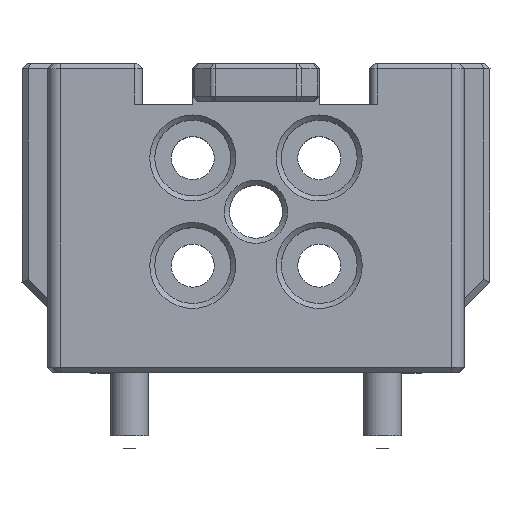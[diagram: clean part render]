
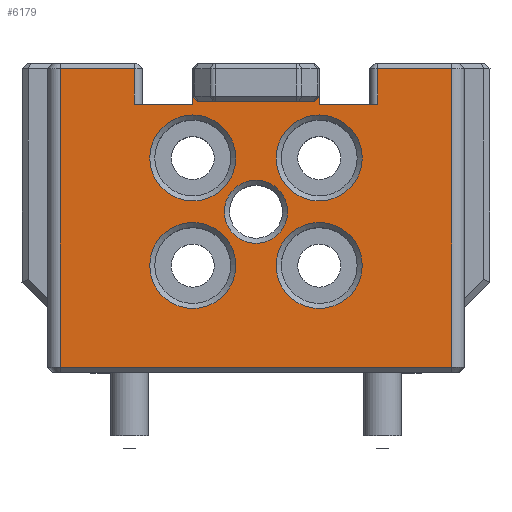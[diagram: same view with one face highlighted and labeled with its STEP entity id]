
A CAD part, top view. The second image highlights one B-rep face of the part: STEP entity #6179.
In plain terms, the highlighted planar face has unit normal (0, 0, 1).
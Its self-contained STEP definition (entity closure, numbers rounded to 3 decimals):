
#116=FACE_BOUND('',#1012,.T.);
#117=FACE_BOUND('',#1013,.T.);
#118=FACE_BOUND('',#1014,.T.);
#119=FACE_BOUND('',#1015,.T.);
#120=FACE_BOUND('',#1016,.T.);
#334=PLANE('',#6586);
#625=FACE_OUTER_BOUND('',#1011,.T.);
#1011=EDGE_LOOP('',(#4710,#4711,#4712,#4713,#4714,#4715,#4716,#4717,#4718,
#4719,#4720,#4721,#4722,#4723));
#1012=EDGE_LOOP('',(#4724));
#1013=EDGE_LOOP('',(#4725));
#1014=EDGE_LOOP('',(#4726));
#1015=EDGE_LOOP('',(#4727));
#1016=EDGE_LOOP('',(#4728));
#1497=LINE('',#10007,#2073);
#1498=LINE('',#10009,#2074);
#1499=LINE('',#10011,#2075);
#1500=LINE('',#10013,#2076);
#1501=LINE('',#10015,#2077);
#1502=LINE('',#10017,#2078);
#1503=LINE('',#10019,#2079);
#1504=LINE('',#10021,#2080);
#1505=LINE('',#10023,#2081);
#1506=LINE('',#10025,#2082);
#1507=LINE('',#10027,#2083);
#1508=LINE('',#10029,#2084);
#1509=LINE('',#10031,#2085);
#1510=LINE('',#10032,#2086);
#2073=VECTOR('',#7418,10.);
#2074=VECTOR('',#7419,1.);
#2075=VECTOR('',#7420,10.);
#2076=VECTOR('',#7421,1.);
#2077=VECTOR('',#7422,10.);
#2078=VECTOR('',#7423,10.);
#2079=VECTOR('',#7424,10.);
#2080=VECTOR('',#7425,10.);
#2081=VECTOR('',#7426,10.);
#2082=VECTOR('',#7427,10.);
#2083=VECTOR('',#7428,10.);
#2084=VECTOR('',#7429,10.);
#2085=VECTOR('',#7430,10.);
#2086=VECTOR('',#7431,10.);
#2517=CIRCLE('',#6585,3.4);
#2518=CIRCLE('',#6587,3.4);
#2519=CIRCLE('',#6588,3.4);
#2520=CIRCLE('',#6589,2.5);
#2521=CIRCLE('',#6590,3.4);
#2889=VERTEX_POINT('',#10001);
#2890=VERTEX_POINT('',#10005);
#2891=VERTEX_POINT('',#10006);
#2892=VERTEX_POINT('',#10008);
#2893=VERTEX_POINT('',#10010);
#2894=VERTEX_POINT('',#10012);
#2895=VERTEX_POINT('',#10014);
#2896=VERTEX_POINT('',#10016);
#2897=VERTEX_POINT('',#10018);
#2898=VERTEX_POINT('',#10020);
#2899=VERTEX_POINT('',#10022);
#2900=VERTEX_POINT('',#10024);
#2901=VERTEX_POINT('',#10026);
#2902=VERTEX_POINT('',#10028);
#2903=VERTEX_POINT('',#10030);
#2904=VERTEX_POINT('',#10033);
#2905=VERTEX_POINT('',#10035);
#2906=VERTEX_POINT('',#10037);
#2907=VERTEX_POINT('',#10039);
#3550=EDGE_CURVE('',#2889,#2889,#2517,.T.);
#3551=EDGE_CURVE('',#2890,#2891,#1497,.T.);
#3552=EDGE_CURVE('',#2890,#2892,#1498,.T.);
#3553=EDGE_CURVE('',#2893,#2892,#1499,.T.);
#3554=EDGE_CURVE('',#2894,#2893,#1500,.T.);
#3555=EDGE_CURVE('',#2895,#2894,#1501,.T.);
#3556=EDGE_CURVE('',#2896,#2895,#1502,.T.);
#3557=EDGE_CURVE('',#2897,#2896,#1503,.T.);
#3558=EDGE_CURVE('',#2897,#2898,#1504,.F.);
#3559=EDGE_CURVE('',#2898,#2899,#1505,.T.);
#3560=EDGE_CURVE('',#2899,#2900,#1506,.T.);
#3561=EDGE_CURVE('',#2900,#2901,#1507,.T.);
#3562=EDGE_CURVE('',#2902,#2901,#1508,.F.);
#3563=EDGE_CURVE('',#2903,#2902,#1509,.T.);
#3564=EDGE_CURVE('',#2903,#2891,#1510,.T.);
#3565=EDGE_CURVE('',#2904,#2904,#2518,.T.);
#3566=EDGE_CURVE('',#2905,#2905,#2519,.T.);
#3567=EDGE_CURVE('',#2906,#2906,#2520,.T.);
#3568=EDGE_CURVE('',#2907,#2907,#2521,.T.);
#4710=ORIENTED_EDGE('',*,*,#3551,.F.);
#4711=ORIENTED_EDGE('',*,*,#3552,.T.);
#4712=ORIENTED_EDGE('',*,*,#3553,.F.);
#4713=ORIENTED_EDGE('',*,*,#3554,.F.);
#4714=ORIENTED_EDGE('',*,*,#3555,.F.);
#4715=ORIENTED_EDGE('',*,*,#3556,.F.);
#4716=ORIENTED_EDGE('',*,*,#3557,.F.);
#4717=ORIENTED_EDGE('',*,*,#3558,.T.);
#4718=ORIENTED_EDGE('',*,*,#3559,.T.);
#4719=ORIENTED_EDGE('',*,*,#3560,.T.);
#4720=ORIENTED_EDGE('',*,*,#3561,.T.);
#4721=ORIENTED_EDGE('',*,*,#3562,.F.);
#4722=ORIENTED_EDGE('',*,*,#3563,.F.);
#4723=ORIENTED_EDGE('',*,*,#3564,.T.);
#4724=ORIENTED_EDGE('',*,*,#3565,.F.);
#4725=ORIENTED_EDGE('',*,*,#3566,.F.);
#4726=ORIENTED_EDGE('',*,*,#3567,.F.);
#4727=ORIENTED_EDGE('',*,*,#3568,.F.);
#4728=ORIENTED_EDGE('',*,*,#3550,.F.);
#6179=ADVANCED_FACE('',(#625,#116,#117,#118,#119,#120),#334,.F.);
#6585=AXIS2_PLACEMENT_3D('',#10003,#7414,#7415);
#6586=AXIS2_PLACEMENT_3D('',#10004,#7416,#7417);
#6587=AXIS2_PLACEMENT_3D('',#10034,#7432,#7433);
#6588=AXIS2_PLACEMENT_3D('',#10036,#7434,#7435);
#6589=AXIS2_PLACEMENT_3D('',#10038,#7436,#7437);
#6590=AXIS2_PLACEMENT_3D('',#10040,#7438,#7439);
#7414=DIRECTION('center_axis',(0.,0.,
1.));
#7415=DIRECTION('ref_axis',(-1.,0.,0.));
#7416=DIRECTION('center_axis',(0.,0.,
-1.));
#7417=DIRECTION('ref_axis',(-1.,0.,0.));
#7418=DIRECTION('',(1.,0.,0.));
#7419=DIRECTION('',(0.,-1.,0.));
#7420=DIRECTION('',(-1.,0.,0.));
#7421=DIRECTION('',(0.,-1.,0.));
#7422=DIRECTION('',(1.,0.,0.));
#7423=DIRECTION('',(0.,1.,0.));
#7424=DIRECTION('',(1.,0.,0.));
#7425=DIRECTION('',(0.,-1.,0.));
#7426=DIRECTION('',(-0.707,-0.707,0.));
#7427=DIRECTION('',(-1.,0.,0.));
#7428=DIRECTION('',(-0.707,0.707,0.));
#7429=DIRECTION('',(0.,-1.,0.));
#7430=DIRECTION('',(1.,0.,0.));
#7431=DIRECTION('',(0.,1.,0.));
#7432=DIRECTION('center_axis',(0.,0.,
1.));
#7433=DIRECTION('ref_axis',(-1.,0.,0.));
#7434=DIRECTION('center_axis',(0.,0.,
1.));
#7435=DIRECTION('ref_axis',(-1.,0.,0.));
#7436=DIRECTION('center_axis',(0.,0.,
1.));
#7437=DIRECTION('ref_axis',(1.,0.,0.));
#7438=DIRECTION('center_axis',(0.,0.,
1.));
#7439=DIRECTION('ref_axis',(-1.,0.,0.));
#10001=CARTESIAN_POINT('',(327.979,-150.923,108.2));
#10003=CARTESIAN_POINT('Origin',(324.579,-150.923,108.2));
#10004=CARTESIAN_POINT('Origin',(329.58,-155.681,108.2));
#10005=CARTESIAN_POINT('',(314.12,-143.865,108.2));
#10006=CARTESIAN_POINT('',(319.971,-143.865,108.2));
#10007=CARTESIAN_POINT('',(329.58,-143.865,108.2));
#10008=CARTESIAN_POINT('',(314.12,-167.466,108.2));
#10009=CARTESIAN_POINT('',(314.12,-166.788,108.2));
#10010=CARTESIAN_POINT('',(345.039,-167.466,108.2));
#10011=CARTESIAN_POINT('',(329.58,-167.466,108.2));
#10012=CARTESIAN_POINT('',(345.039,-143.865,108.2));
#10013=CARTESIAN_POINT('',(345.039,-166.788,108.2));
#10014=CARTESIAN_POINT('',(339.188,-143.865,108.2));
#10015=CARTESIAN_POINT('',(329.58,-143.865,108.2));
#10016=CARTESIAN_POINT('',(339.188,-146.666,108.2));
#10017=CARTESIAN_POINT('',(339.188,-149.805,108.2));
#10018=CARTESIAN_POINT('',(334.581,-146.666,108.2));
#10019=CARTESIAN_POINT('',(329.58,-146.666,108.2));
#10020=CARTESIAN_POINT('',(334.581,-146.066,108.2));
#10021=CARTESIAN_POINT('',(334.581,-149.773,108.2));
#10022=CARTESIAN_POINT('',(334.181,-146.466,108.2));
#10023=CARTESIAN_POINT('',(330.827,-149.82,108.2));
#10024=CARTESIAN_POINT('',(324.978,-146.466,108.2));
#10025=CARTESIAN_POINT('',(331.041,-146.466,108.2));
#10026=CARTESIAN_POINT('',(324.578,-146.066,108.2));
#10027=CARTESIAN_POINT('',(328.333,-149.82,108.2));
#10028=CARTESIAN_POINT('',(324.578,-146.666,108.2));
#10029=CARTESIAN_POINT('',(324.578,-149.773,108.2));
#10030=CARTESIAN_POINT('',(319.971,-146.666,108.2));
#10031=CARTESIAN_POINT('',(329.58,-146.666,108.2));
#10032=CARTESIAN_POINT('',(319.971,-143.865,108.2));
#10033=CARTESIAN_POINT('',(327.979,-159.423,108.2));
#10034=CARTESIAN_POINT('Origin',(324.579,-159.423,108.2));
#10035=CARTESIAN_POINT('',(337.979,-150.923,108.2));
#10036=CARTESIAN_POINT('Origin',(334.579,-150.923,108.2));
#10037=CARTESIAN_POINT('',(327.079,-155.173,108.2));
#10038=CARTESIAN_POINT('Origin',(329.579,-155.173,108.2));
#10039=CARTESIAN_POINT('',(337.979,-159.423,108.2));
#10040=CARTESIAN_POINT('Origin',(334.579,-159.423,108.2));
